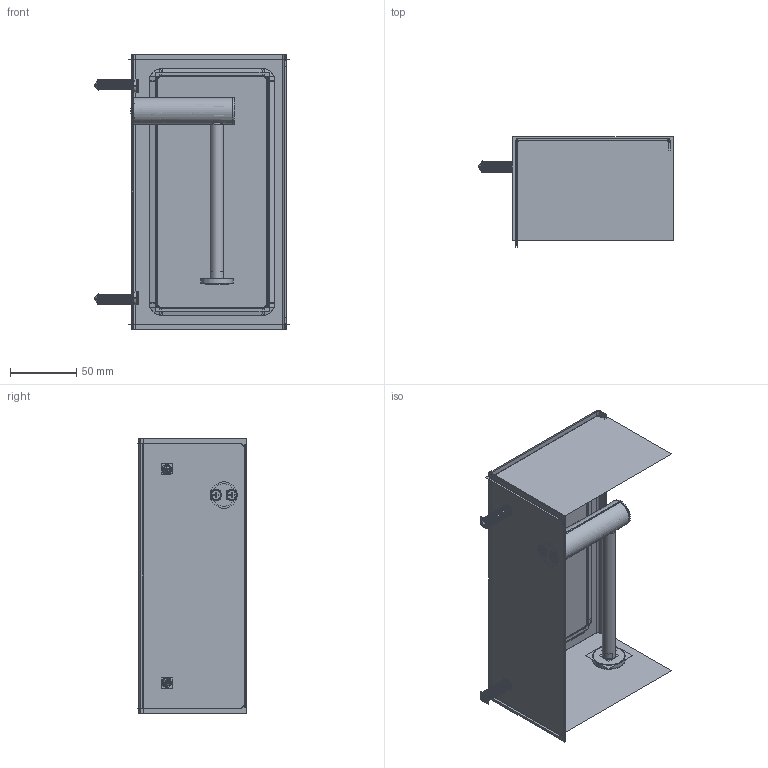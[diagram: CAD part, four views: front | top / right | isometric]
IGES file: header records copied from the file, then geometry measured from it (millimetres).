
Start section:  PTC IGES file: ffas1498-908500bc0_concept_roun_asm.igs
Global section: file name: ffas1498-908500bc0_concept_roun_asm.igs; native system: Creo Parametric by PTC Inc.; preprocessor: 2015200; author: 10114249; organization: Unknown; date: 20191121.134516; units: millimetre
Bounding box: 146.68 x 82.63 x 207.58 mm (x, y, z)
Volume: 247662.6 mm3; surface area: 1469134.6 mm2
Topology: 15 solids, 15 shells, 1630 faces, 10121 edges, 14078 vertices
Faces by surface type: revolution 1008, bspline 622
